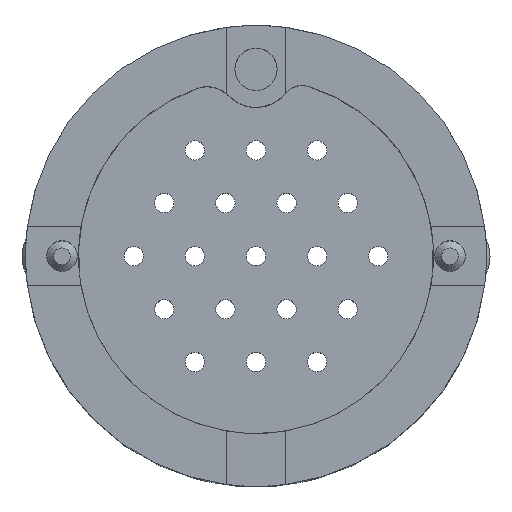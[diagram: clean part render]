
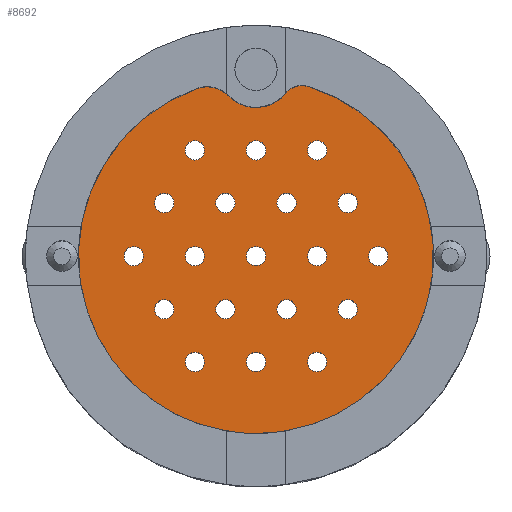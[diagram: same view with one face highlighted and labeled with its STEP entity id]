
A CAD part, top view. The second image highlights one B-rep face of the part: STEP entity #8692.
In plain terms, the highlighted planar face has unit normal (0, 0, 1).
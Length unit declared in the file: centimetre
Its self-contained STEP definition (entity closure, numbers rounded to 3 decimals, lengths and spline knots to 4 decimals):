
#2916=VERTEX_POINT('',#15878);
#2917=VERTEX_POINT('',#15880);
#2920=VERTEX_POINT('',#15890);
#2921=VERTEX_POINT('',#15895);
#2922=VERTEX_POINT('',#15898);
#2923=VERTEX_POINT('',#15901);
#2924=VERTEX_POINT('',#15904);
#2925=VERTEX_POINT('',#15907);
#2926=VERTEX_POINT('',#15910);
#2927=VERTEX_POINT('',#15913);
#2928=VERTEX_POINT('',#15916);
#2929=VERTEX_POINT('',#15919);
#2930=VERTEX_POINT('',#15922);
#2931=VERTEX_POINT('',#15925);
#2932=VERTEX_POINT('',#15928);
#2933=VERTEX_POINT('',#15931);
#2934=VERTEX_POINT('',#15934);
#2935=VERTEX_POINT('',#15937);
#2936=VERTEX_POINT('',#15940);
#2937=VERTEX_POINT('',#15943);
#2938=VERTEX_POINT('',#15946);
#2939=VERTEX_POINT('',#15949);
#2940=VERTEX_POINT('',#15952);
#3102=CIRCLE('',#9094,0.16);
#3106=CIRCLE('',#9100,0.9589);
#3107=CIRCLE('',#9103,0.0521);
#3108=CIRCLE('',#9105,0.0521);
#3109=CIRCLE('',#9107,0.0521);
#3110=CIRCLE('',#9109,0.0521);
#3111=CIRCLE('',#9111,0.0521);
#3112=CIRCLE('',#9113,0.0521);
#3113=CIRCLE('',#9115,0.0521);
#3114=CIRCLE('',#9117,0.0521);
#3115=CIRCLE('',#9119,0.0521);
#3116=CIRCLE('',#9121,0.0521);
#3117=CIRCLE('',#9123,0.0521);
#3118=CIRCLE('',#9125,0.0521);
#3119=CIRCLE('',#9127,0.0521);
#3120=CIRCLE('',#9129,0.0521);
#3121=CIRCLE('',#9131,0.0521);
#3122=CIRCLE('',#9133,0.0521);
#3123=CIRCLE('',#9135,0.0521);
#3124=CIRCLE('',#9137,0.0521);
#3125=CIRCLE('',#9139,0.0521);
#3126=CIRCLE('',#9141,0.1146);
#3127=CIRCLE('',#9142,0.2057);
#4363=EDGE_CURVE('',#2917,#2916,#3102,.T.);
#4372=EDGE_CURVE('',#2916,#2920,#3106,.T.);
#4373=EDGE_CURVE('',#2921,#2921,#3107,.T.);
#4374=EDGE_CURVE('',#2922,#2922,#3108,.T.);
#4375=EDGE_CURVE('',#2923,#2923,#3109,.T.);
#4376=EDGE_CURVE('',#2924,#2924,#3110,.T.);
#4377=EDGE_CURVE('',#2925,#2925,#3111,.T.);
#4378=EDGE_CURVE('',#2926,#2926,#3112,.T.);
#4379=EDGE_CURVE('',#2927,#2927,#3113,.T.);
#4380=EDGE_CURVE('',#2928,#2928,#3114,.T.);
#4381=EDGE_CURVE('',#2929,#2929,#3115,.T.);
#4382=EDGE_CURVE('',#2930,#2930,#3116,.T.);
#4383=EDGE_CURVE('',#2931,#2931,#3117,.T.);
#4384=EDGE_CURVE('',#2932,#2932,#3118,.T.);
#4385=EDGE_CURVE('',#2933,#2933,#3119,.T.);
#4386=EDGE_CURVE('',#2934,#2934,#3120,.T.);
#4387=EDGE_CURVE('',#2935,#2935,#3121,.T.);
#4388=EDGE_CURVE('',#2936,#2936,#3122,.T.);
#4389=EDGE_CURVE('',#2937,#2937,#3123,.T.);
#4390=EDGE_CURVE('',#2938,#2938,#3124,.T.);
#4391=EDGE_CURVE('',#2939,#2939,#3125,.T.);
#4392=EDGE_CURVE('',#2920,#2940,#3126,.T.);
#4393=EDGE_CURVE('',#2940,#2917,#3127,.T.);
#6896=ORIENTED_EDGE('',*,*,#4373,.T.);
#6897=ORIENTED_EDGE('',*,*,#4374,.T.);
#6898=ORIENTED_EDGE('',*,*,#4375,.T.);
#6899=ORIENTED_EDGE('',*,*,#4376,.T.);
#6900=ORIENTED_EDGE('',*,*,#4377,.T.);
#6901=ORIENTED_EDGE('',*,*,#4378,.T.);
#6902=ORIENTED_EDGE('',*,*,#4379,.T.);
#6903=ORIENTED_EDGE('',*,*,#4380,.T.);
#6904=ORIENTED_EDGE('',*,*,#4381,.T.);
#6905=ORIENTED_EDGE('',*,*,#4382,.T.);
#6906=ORIENTED_EDGE('',*,*,#4383,.T.);
#6907=ORIENTED_EDGE('',*,*,#4384,.T.);
#6908=ORIENTED_EDGE('',*,*,#4385,.T.);
#6909=ORIENTED_EDGE('',*,*,#4386,.T.);
#6910=ORIENTED_EDGE('',*,*,#4387,.T.);
#6911=ORIENTED_EDGE('',*,*,#4388,.T.);
#6912=ORIENTED_EDGE('',*,*,#4389,.T.);
#6913=ORIENTED_EDGE('',*,*,#4390,.T.);
#6914=ORIENTED_EDGE('',*,*,#4391,.T.);
#6915=ORIENTED_EDGE('',*,*,#4363,.T.);
#6916=ORIENTED_EDGE('',*,*,#4372,.T.);
#6917=ORIENTED_EDGE('',*,*,#4392,.T.);
#6918=ORIENTED_EDGE('',*,*,#4393,.T.);
#7550=EDGE_LOOP('',(#6896));
#7551=EDGE_LOOP('',(#6897));
#7552=EDGE_LOOP('',(#6898));
#7553=EDGE_LOOP('',(#6899));
#7554=EDGE_LOOP('',(#6900));
#7555=EDGE_LOOP('',(#6901));
#7556=EDGE_LOOP('',(#6902));
#7557=EDGE_LOOP('',(#6903));
#7558=EDGE_LOOP('',(#6904));
#7559=EDGE_LOOP('',(#6905));
#7560=EDGE_LOOP('',(#6906));
#7561=EDGE_LOOP('',(#6907));
#7562=EDGE_LOOP('',(#6908));
#7563=EDGE_LOOP('',(#6909));
#7564=EDGE_LOOP('',(#6910));
#7565=EDGE_LOOP('',(#6911));
#7566=EDGE_LOOP('',(#6912));
#7567=EDGE_LOOP('',(#6913));
#7568=EDGE_LOOP('',(#6914));
#7569=EDGE_LOOP('',(#6915,#6916,#6917,#6918));
#8193=FACE_BOUND('',#7550,.T.);
#8194=FACE_BOUND('',#7551,.T.);
#8195=FACE_BOUND('',#7552,.T.);
#8196=FACE_BOUND('',#7553,.T.);
#8197=FACE_BOUND('',#7554,.T.);
#8198=FACE_BOUND('',#7555,.T.);
#8199=FACE_BOUND('',#7556,.T.);
#8200=FACE_BOUND('',#7557,.T.);
#8201=FACE_BOUND('',#7558,.T.);
#8202=FACE_BOUND('',#7559,.T.);
#8203=FACE_BOUND('',#7560,.T.);
#8204=FACE_BOUND('',#7561,.T.);
#8205=FACE_BOUND('',#7562,.T.);
#8206=FACE_BOUND('',#7563,.T.);
#8207=FACE_BOUND('',#7564,.T.);
#8208=FACE_BOUND('',#7565,.T.);
#8209=FACE_BOUND('',#7566,.T.);
#8210=FACE_BOUND('',#7567,.T.);
#8211=FACE_BOUND('',#7568,.T.);
#8212=FACE_BOUND('',#7569,.T.);
#8692=ADVANCED_FACE('',(#8193,#8194,#8195,#8196,#8197,#8198,#8199,#8200,
#8201,#8202,#8203,#8204,#8205,#8206,#8207,#8208,#8209,#8210,#8211,#8212),
#16138,.T.);
#9094=AXIS2_PLACEMENT_3D('',#15879,#10370,#10371);
#9100=AXIS2_PLACEMENT_3D('',#15891,#10383,#10384);
#9103=AXIS2_PLACEMENT_3D('',#15894,#10389,#10390);
#9105=AXIS2_PLACEMENT_3D('',#15897,#10393,#10394);
#9107=AXIS2_PLACEMENT_3D('',#15900,#10397,#10398);
#9109=AXIS2_PLACEMENT_3D('',#15903,#10401,#10402);
#9111=AXIS2_PLACEMENT_3D('',#15906,#10405,#10406);
#9113=AXIS2_PLACEMENT_3D('',#15909,#10409,#10410);
#9115=AXIS2_PLACEMENT_3D('',#15912,#10413,#10414);
#9117=AXIS2_PLACEMENT_3D('',#15915,#10417,#10418);
#9119=AXIS2_PLACEMENT_3D('',#15918,#10421,#10422);
#9121=AXIS2_PLACEMENT_3D('',#15921,#10425,#10426);
#9123=AXIS2_PLACEMENT_3D('',#15924,#10429,#10430);
#9125=AXIS2_PLACEMENT_3D('',#15927,#10433,#10434);
#9127=AXIS2_PLACEMENT_3D('',#15930,#10437,#10438);
#9129=AXIS2_PLACEMENT_3D('',#15933,#10441,#10442);
#9131=AXIS2_PLACEMENT_3D('',#15936,#10445,#10446);
#9133=AXIS2_PLACEMENT_3D('',#15939,#10449,#10450);
#9135=AXIS2_PLACEMENT_3D('',#15942,#10453,#10454);
#9137=AXIS2_PLACEMENT_3D('',#15945,#10457,#10458);
#9139=AXIS2_PLACEMENT_3D('',#15948,#10461,#10462);
#9140=AXIS2_PLACEMENT_3D('',#15950,#10463,$);
#9141=AXIS2_PLACEMENT_3D('',#15951,#10464,#10465);
#9142=AXIS2_PLACEMENT_3D('',#15953,#10466,#10467);
#10370=DIRECTION('',(0.,0.,1.));
#10371=DIRECTION('',(0.16,0.,0.));
#10383=DIRECTION('',(0.,0.,1.));
#10384=DIRECTION('',(0.959,0.,0.));
#10389=DIRECTION('',(0.,0.,-1.));
#10390=DIRECTION('',(0.052,0.,0.));
#10393=DIRECTION('',(0.,0.,-1.));
#10394=DIRECTION('',(0.052,0.,0.));
#10397=DIRECTION('',(0.,0.,-1.));
#10398=DIRECTION('',(0.052,0.,0.));
#10401=DIRECTION('',(0.,0.,-1.));
#10402=DIRECTION('',(0.052,0.,0.));
#10405=DIRECTION('',(0.,0.,-1.));
#10406=DIRECTION('',(0.052,0.,0.));
#10409=DIRECTION('',(0.,0.,-1.));
#10410=DIRECTION('',(0.052,0.,0.));
#10413=DIRECTION('',(0.,0.,-1.));
#10414=DIRECTION('',(0.052,0.,0.));
#10417=DIRECTION('',(0.,0.,-1.));
#10418=DIRECTION('',(0.052,0.,0.));
#10421=DIRECTION('',(0.,0.,-1.));
#10422=DIRECTION('',(0.052,0.,0.));
#10425=DIRECTION('',(0.,0.,-1.));
#10426=DIRECTION('',(0.052,0.,0.));
#10429=DIRECTION('',(0.,0.,-1.));
#10430=DIRECTION('',(0.052,0.,0.));
#10433=DIRECTION('',(0.,0.,-1.));
#10434=DIRECTION('',(0.052,0.,0.));
#10437=DIRECTION('',(0.,0.,-1.));
#10438=DIRECTION('',(0.052,0.,0.));
#10441=DIRECTION('',(0.,0.,-1.));
#10442=DIRECTION('',(0.052,0.,0.));
#10445=DIRECTION('',(0.,0.,-1.));
#10446=DIRECTION('',(0.052,0.,0.));
#10449=DIRECTION('',(0.,0.,-1.));
#10450=DIRECTION('',(0.052,0.,0.));
#10453=DIRECTION('',(0.,0.,-1.));
#10454=DIRECTION('',(0.052,0.,0.));
#10457=DIRECTION('',(0.,0.,-1.));
#10458=DIRECTION('',(0.052,0.,0.));
#10461=DIRECTION('',(0.,0.,-1.));
#10462=DIRECTION('',(0.052,0.,0.));
#10463=DIRECTION('',(0.,0.,1.));
#10464=DIRECTION('',(0.,0.,1.));
#10465=DIRECTION('',(0.115,0.,0.));
#10466=DIRECTION('',(0.,0.,-1.));
#10467=DIRECTION('',(0.206,0.,0.));
#15878=CARTESIAN_POINT('',(-0.3158,0.9054,-0.8255));
#15879=CARTESIAN_POINT('',(-0.2631,0.7543,-0.8255));
#15880=CARTESIAN_POINT('',(-0.148,0.8654,-0.8255));
#15890=CARTESIAN_POINT('',(0.2827,0.9162,-0.8255));
#15891=CARTESIAN_POINT('',(0.,0.,-0.8255));
#15894=CARTESIAN_POINT('',(0.3302,0.5715,-0.8255));
#15895=CARTESIAN_POINT('',(0.2781,0.5715,-0.8255));
#15897=CARTESIAN_POINT('',(-0.4953,0.287,-0.8255));
#15898=CARTESIAN_POINT('',(-0.5474,0.287,-0.8255));
#15900=CARTESIAN_POINT('',(0.1651,0.287,-0.8255));
#15901=CARTESIAN_POINT('',(0.113,0.287,-0.8255));
#15903=CARTESIAN_POINT('',(0.,0.,-0.8255));
#15904=CARTESIAN_POINT('',(-0.0521,0.,-0.8255));
#15906=CARTESIAN_POINT('',(0.6604,0.,-0.8255));
#15907=CARTESIAN_POINT('',(0.6083,0.,-0.8255));
#15909=CARTESIAN_POINT('',(-0.6604,0.,-0.8255));
#15910=CARTESIAN_POINT('',(-0.7125,0.,-0.8255));
#15912=CARTESIAN_POINT('',(0.,-0.5715,-0.8255));
#15913=CARTESIAN_POINT('',(-0.0521,-0.5715,-0.8255));
#15915=CARTESIAN_POINT('',(-0.4953,-0.287,-0.8255));
#15916=CARTESIAN_POINT('',(-0.5474,-0.287,-0.8255));
#15918=CARTESIAN_POINT('',(0.1651,-0.287,-0.8255));
#15919=CARTESIAN_POINT('',(0.113,-0.287,-0.8255));
#15921=CARTESIAN_POINT('',(0.4953,-0.287,-0.8255));
#15922=CARTESIAN_POINT('',(0.4432,-0.287,-0.8255));
#15924=CARTESIAN_POINT('',(-0.1651,-0.287,-0.8255));
#15925=CARTESIAN_POINT('',(-0.2172,-0.287,-0.8255));
#15927=CARTESIAN_POINT('',(-0.3302,-0.5715,-0.8255));
#15928=CARTESIAN_POINT('',(-0.3823,-0.5715,-0.8255));
#15930=CARTESIAN_POINT('',(0.3302,-0.5715,-0.8255));
#15931=CARTESIAN_POINT('',(0.2781,-0.5715,-0.8255));
#15933=CARTESIAN_POINT('',(-0.3302,0.,-0.8255));
#15934=CARTESIAN_POINT('',(-0.3823,0.,-0.8255));
#15936=CARTESIAN_POINT('',(0.3302,0.,-0.8255));
#15937=CARTESIAN_POINT('',(0.2781,0.,-0.8255));
#15939=CARTESIAN_POINT('',(0.4953,0.287,-0.8255));
#15940=CARTESIAN_POINT('',(0.4432,0.287,-0.8255));
#15942=CARTESIAN_POINT('',(-0.1651,0.287,-0.8255));
#15943=CARTESIAN_POINT('',(-0.2172,0.287,-0.8255));
#15945=CARTESIAN_POINT('',(-0.3302,0.5715,-0.8255));
#15946=CARTESIAN_POINT('',(-0.3823,0.5715,-0.8255));
#15948=CARTESIAN_POINT('',(0.,0.5715,-0.8255));
#15949=CARTESIAN_POINT('',(-0.0521,0.5715,-0.8255));
#15950=CARTESIAN_POINT('',(-0.0013,0.0851,-0.8255));
#15951=CARTESIAN_POINT('',(0.2489,0.8068,-0.8255));
#15952=CARTESIAN_POINT('',(0.1599,0.8789,-0.8255));
#15953=CARTESIAN_POINT('',(0.,1.0084,-0.8255));
#16138=PLANE('',#9140);
